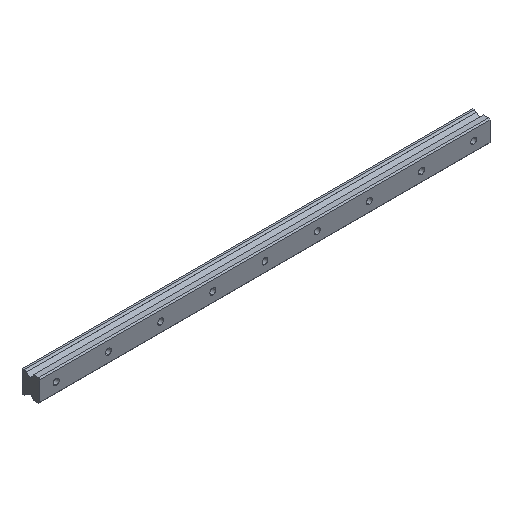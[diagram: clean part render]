
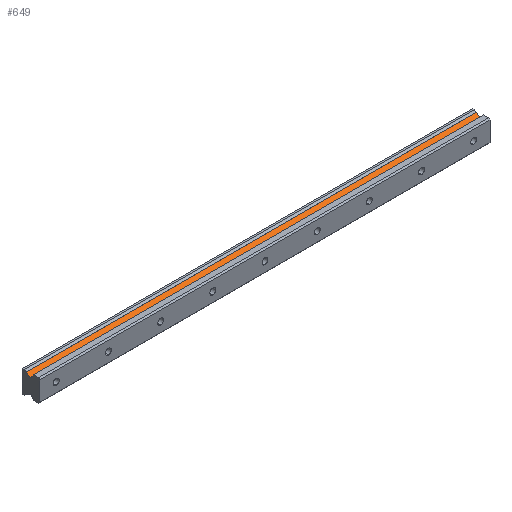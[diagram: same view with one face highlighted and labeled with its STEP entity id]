
A CAD part, isometric view. The second image highlights one B-rep face of the part: STEP entity #649.
In plain terms, the highlighted planar face has unit normal (0, -0.499, 0.867).
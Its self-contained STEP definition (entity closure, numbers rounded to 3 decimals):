
#50 = AXIS2_PLACEMENT_3D ( 'NONE', #561, #1107, #1280 ) ;
#60 = EDGE_LOOP ( 'NONE', ( #648, #1549, #1991, #2279 ) ) ;
#103 = VERTEX_POINT ( 'NONE', #1468 ) ;
#143 = EDGE_CURVE ( 'NONE', #1534, #103, #1654, .T. ) ;
#195 = CARTESIAN_POINT ( 'NONE',  ( 665., 14.475, 11.24 ) ) ;
#346 = CARTESIAN_POINT ( 'NONE',  ( -25., 21.02, 15.006 ) ) ;
#361 = LINE ( 'NONE', #1397, #1734 ) ;
#561 = CARTESIAN_POINT ( 'NONE',  ( 665., 21.02, 15.006 ) ) ;
#588 = EDGE_CURVE ( 'NONE', #2198, #1534, #2034, .T. ) ;
#610 = VECTOR ( 'NONE', #1830, 1000. ) ;
#648 = ORIENTED_EDGE ( 'NONE', *, *, #143, .F. ) ;
#649 = ADVANCED_FACE ( 'NONE', ( #1502 ), #2157, .F. ) ;
#712 = DIRECTION ( 'NONE',  ( 1., 0., 0. ) ) ;
#748 = CARTESIAN_POINT ( 'NONE',  ( 665., 21.02, 15.006 ) ) ;
#870 = EDGE_CURVE ( 'NONE', #1898, #2198, #361, .T. ) ;
#1107 = DIRECTION ( 'NONE',  ( 0., 0.499, -0.867 ) ) ;
#1280 = DIRECTION ( 'NONE',  ( 0., 0.867, 0.499 ) ) ;
#1284 = DIRECTION ( 'NONE',  ( -1., 0., 0. ) ) ;
#1330 = VECTOR ( 'NONE', #1284, 1000. ) ;
#1397 = CARTESIAN_POINT ( 'NONE',  ( 665., 21.02, 15.006 ) ) ;
#1440 = LINE ( 'NONE', #1995, #2177 ) ;
#1464 = CARTESIAN_POINT ( 'NONE',  ( 665., 21.02, 15.006 ) ) ;
#1468 = CARTESIAN_POINT ( 'NONE',  ( -25., 14.475, 11.24 ) ) ;
#1502 = FACE_OUTER_BOUND ( 'NONE', #60, .T. ) ;
#1534 = VERTEX_POINT ( 'NONE', #195 ) ;
#1549 = ORIENTED_EDGE ( 'NONE', *, *, #588, .F. ) ;
#1654 = LINE ( 'NONE', #2023, #1330 ) ;
#1734 = VECTOR ( 'NONE', #712, 1000. ) ;
#1830 = DIRECTION ( 'NONE',  ( 0., -0.867, -0.499 ) ) ;
#1898 = VERTEX_POINT ( 'NONE', #346 ) ;
#1991 = ORIENTED_EDGE ( 'NONE', *, *, #870, .F. ) ;
#1995 = CARTESIAN_POINT ( 'NONE',  ( -25., 21.02, 15.006 ) ) ;
#2023 = CARTESIAN_POINT ( 'NONE',  ( 665., 14.475, 11.24 ) ) ;
#2034 = LINE ( 'NONE', #1464, #610 ) ;
#2151 = EDGE_CURVE ( 'NONE', #1898, #103, #1440, .T. ) ;
#2157 = PLANE ( 'NONE',  #50 ) ;
#2177 = VECTOR ( 'NONE', #2202, 1000. ) ;
#2198 = VERTEX_POINT ( 'NONE', #748 ) ;
#2202 = DIRECTION ( 'NONE',  ( 0., -0.867, -0.499 ) ) ;
#2279 = ORIENTED_EDGE ( 'NONE', *, *, #2151, .T. ) ;
